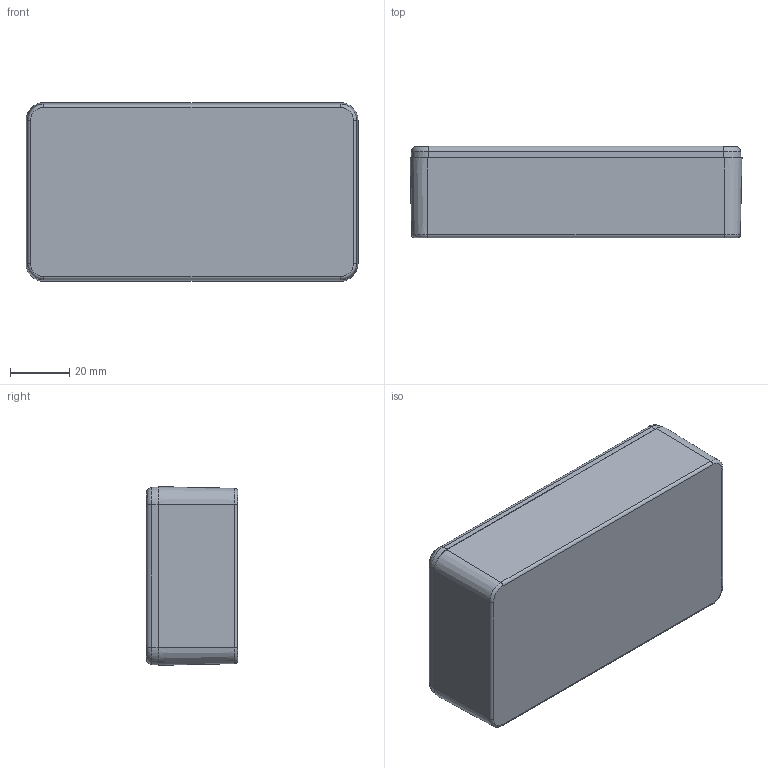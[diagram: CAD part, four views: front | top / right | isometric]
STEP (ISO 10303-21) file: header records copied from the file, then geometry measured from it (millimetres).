
FILE_DESCRIPTION(('FreeCAD Model'),'2;1');
FILE_NAME('Hammond 1590B.step','2019-07-24T01:39:40',('Author'),(''), 'Open CASCADE STEP processor 7.3','FreeCAD','Unknown');
FILE_SCHEMA(('AUTOMOTIVE_DESIGN { 1 0 10303 214 1 1 1 1 }'));
Length unit declared in the file: millimetre
Products named in the file (1): 1590B
Bounding box: 112.4 x 31 x 60.5 mm (x, y, z)
Volume: 49997.8 mm3; surface area: 45456.6 mm2
Topology: 1 solids, 10 shells, 431 faces, 1115 edges, 718 vertices
Faces by surface type: plane 233, bspline 66, cylinder 56, cone 52, torus 16, sphere 8
Full cylindrical faces by diameter (mm): 2.642 x4, 3.378 x4, 3.5 x4, 4 x4
Entity records: 16708 total; most frequent: CARTESIAN_POINT 3667, ORIENTED_EDGE 2206, DIRECTION 1823, EDGE_CURVE 1103, VERTEX_POINT 718, LINE 663, VECTOR 663, AXIS2_PLACEMENT_3D 580
